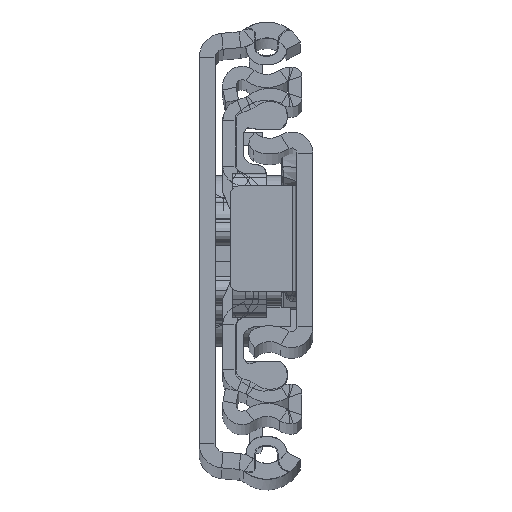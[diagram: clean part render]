
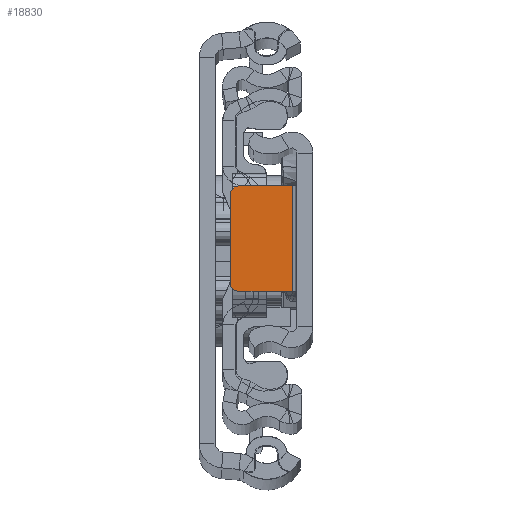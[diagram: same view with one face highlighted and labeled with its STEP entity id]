
A CAD part, top view. The second image highlights one B-rep face of the part: STEP entity #18830.
In plain terms, the highlighted planar face has unit normal (0, 0, 1).
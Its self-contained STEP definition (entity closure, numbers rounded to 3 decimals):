
#906 = DIRECTION ( 'NONE',  ( 0., -1., 0. ) ) ;
#1491 = CARTESIAN_POINT ( 'NONE',  ( -8.4, 5.151, -6.8 ) ) ;
#1851 = DIRECTION ( 'NONE',  ( 1., 0., 0. ) ) ;
#2125 = EDGE_CURVE ( 'NONE', #30507, #19578, #19835, .T. ) ;
#3356 = DIRECTION ( 'NONE',  ( -1., 0., 0. ) ) ;
#3638 = ORIENTED_EDGE ( 'NONE', *, *, #13401, .F. ) ;
#4637 = FACE_OUTER_BOUND ( 'NONE', #28536, .T. ) ;
#5867 = CIRCLE ( 'NONE', #23270, 1. ) ;
#5892 = CARTESIAN_POINT ( 'NONE',  ( -1.8, 6.151, -6.8 ) ) ;
#6849 = DIRECTION ( 'NONE',  ( 0., 0., 1. ) ) ;
#7574 = CARTESIAN_POINT ( 'NONE',  ( -2.3, 6.151, -6.8 ) ) ;
#8085 = ORIENTED_EDGE ( 'NONE', *, *, #2125, .F. ) ;
#8604 = DIRECTION ( 'NONE',  ( 0., 1., 0. ) ) ;
#9144 = VECTOR ( 'NONE', #18362, 1000. ) ;
#9184 = CARTESIAN_POINT ( 'NONE',  ( 0., 0., -6.8 ) ) ;
#9199 = ORIENTED_EDGE ( 'NONE', *, *, #14939, .T. ) ;
#10398 = CARTESIAN_POINT ( 'NONE',  ( -8.4, -4.849, -6.8 ) ) ;
#10700 = DIRECTION ( 'NONE',  ( 0., 0., 1. ) ) ;
#11974 = AXIS2_PLACEMENT_3D ( 'NONE', #9184, #6849, #1851 ) ;
#12473 = AXIS2_PLACEMENT_3D ( 'NONE', #1491, #10700, #27193 ) ;
#12963 = CIRCLE ( 'NONE', #12473, 1. ) ;
#13401 = EDGE_CURVE ( 'NONE', #23243, #18062, #27224, .T. ) ;
#13781 = VECTOR ( 'NONE', #3356, 1000. ) ;
#14282 = VECTOR ( 'NONE', #8604, 1000. ) ;
#14627 = CARTESIAN_POINT ( 'NONE',  ( -9.4, -5.849, -6.8 ) ) ;
#14939 = EDGE_CURVE ( 'NONE', #30507, #26703, #5867, .T. ) ;
#16186 = PLANE ( 'NONE',  #11974 ) ;
#16946 = CARTESIAN_POINT ( 'NONE',  ( -8.4, 6.151, -6.8 ) ) ;
#17214 = EDGE_CURVE ( 'NONE', #28281, #19578, #12963, .T. ) ;
#17478 = CARTESIAN_POINT ( 'NONE',  ( -9.4, 6.151, -6.8 ) ) ;
#18062 = VERTEX_POINT ( 'NONE', #26158 ) ;
#18362 = DIRECTION ( 'NONE',  ( 1., 0., 0. ) ) ;
#18586 = VECTOR ( 'NONE', #906, 1000. ) ;
#18830 = ADVANCED_FACE ( 'NONE', ( #4637 ), #16186, .T. ) ;
#19578 = VERTEX_POINT ( 'NONE', #23235 ) ;
#19835 = LINE ( 'NONE', #17478, #14282 ) ;
#20046 = DIRECTION ( 'NONE',  ( 1., 0., 0. ) ) ;
#21280 = EDGE_CURVE ( 'NONE', #28281, #23243, #25184, .T. ) ;
#22025 = ORIENTED_EDGE ( 'NONE', *, *, #29848, .F. ) ;
#22715 = CARTESIAN_POINT ( 'NONE',  ( -2.3, 6.151, -6.8 ) ) ;
#23114 = ORIENTED_EDGE ( 'NONE', *, *, #21280, .F. ) ;
#23235 = CARTESIAN_POINT ( 'NONE',  ( -9.4, 5.151, -6.8 ) ) ;
#23243 = VERTEX_POINT ( 'NONE', #7574 ) ;
#23270 = AXIS2_PLACEMENT_3D ( 'NONE', #10398, #26872, #20046 ) ;
#25184 = LINE ( 'NONE', #5892, #9144 ) ;
#26158 = CARTESIAN_POINT ( 'NONE',  ( -2.3, -5.849, -6.8 ) ) ;
#26447 = LINE ( 'NONE', #14627, #13781 ) ;
#26703 = VERTEX_POINT ( 'NONE', #26763 ) ;
#26763 = CARTESIAN_POINT ( 'NONE',  ( -8.4, -5.849, -6.8 ) ) ;
#26872 = DIRECTION ( 'NONE',  ( 0., 0., 1. ) ) ;
#27193 = DIRECTION ( 'NONE',  ( 1., 0., 0. ) ) ;
#27224 = LINE ( 'NONE', #22715, #18586 ) ;
#28281 = VERTEX_POINT ( 'NONE', #16946 ) ;
#28376 = CARTESIAN_POINT ( 'NONE',  ( -9.4, -4.849, -6.8 ) ) ;
#28536 = EDGE_LOOP ( 'NONE', ( #8085, #9199, #22025, #3638, #23114, #29898 ) ) ;
#29848 = EDGE_CURVE ( 'NONE', #18062, #26703, #26447, .T. ) ;
#29898 = ORIENTED_EDGE ( 'NONE', *, *, #17214, .T. ) ;
#30507 = VERTEX_POINT ( 'NONE', #28376 ) ;
